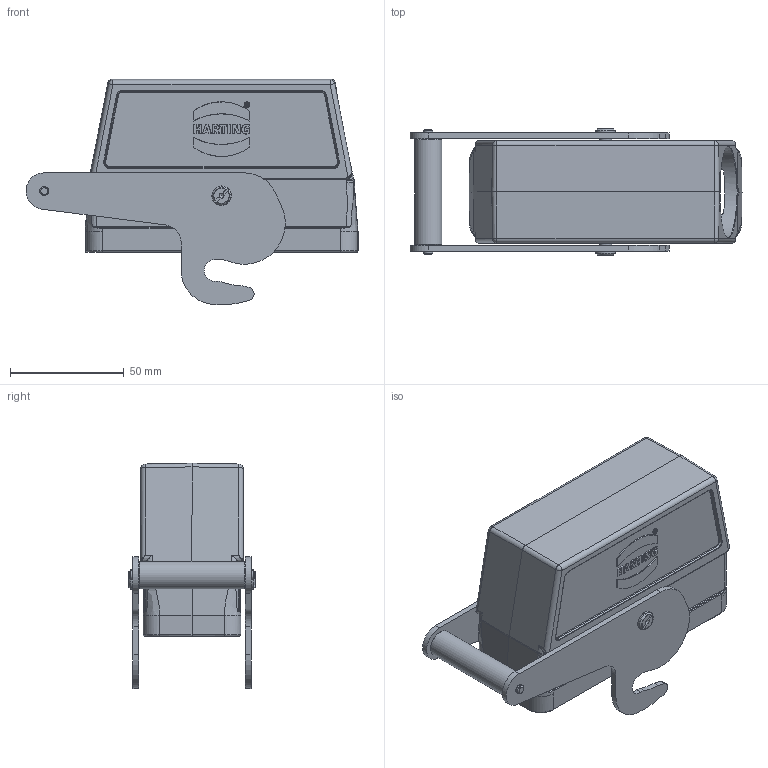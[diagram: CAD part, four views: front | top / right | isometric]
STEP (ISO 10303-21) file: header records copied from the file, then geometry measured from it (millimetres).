
FILE_DESCRIPTION(/* description */ (''),/* implementation_level */ '2;1');
FILE_NAME(/* name */ '100110537ugm000_c.stp',/* time_stamp */ '2017-11-06T08:03:24+01:00',/* author */ (''),/* organization */ (''),/* preprocessor_version */ 'ST-DEVELOPER v16',/* originating_system */ 'SIEMENS PLM Software NX 10.0',/* authorisation */ '');
FILE_SCHEMA (('AUTOMOTIVE_DESIGN { 1 0 10303 214 3 1 1 1 }'));
Length unit declared in the file: millimetre
Products named in the file (1): 100110537ugm000_c
Bounding box: 145.98 x 55.8 x 99.19 mm (x, y, z)
Volume: 116405.1 mm3; surface area: 68229.6 mm2
Topology: 2 solids, 2 shells, 566 faces, 1418 edges, 870 vertices
Faces by surface type: plane 199, cylinder 159, bspline 88, torus 62, cone 52, sphere 6
Full cylindrical faces by diameter (mm): 2.2 x2, 3 x4, 3.95 x2, 5.37 x2, 5.6 x2, 8.5 x2, 12 x1, 40 x1
Entity records: 22615 total; most frequent: CARTESIAN_POINT 6174, ORIENTED_EDGE 2678, DIRECTION 2592, EDGE_CURVE 1339, AXIS2_PLACEMENT_3D 994, VERTEX_POINT 849, EDGE_LOOP 638, LINE 604
